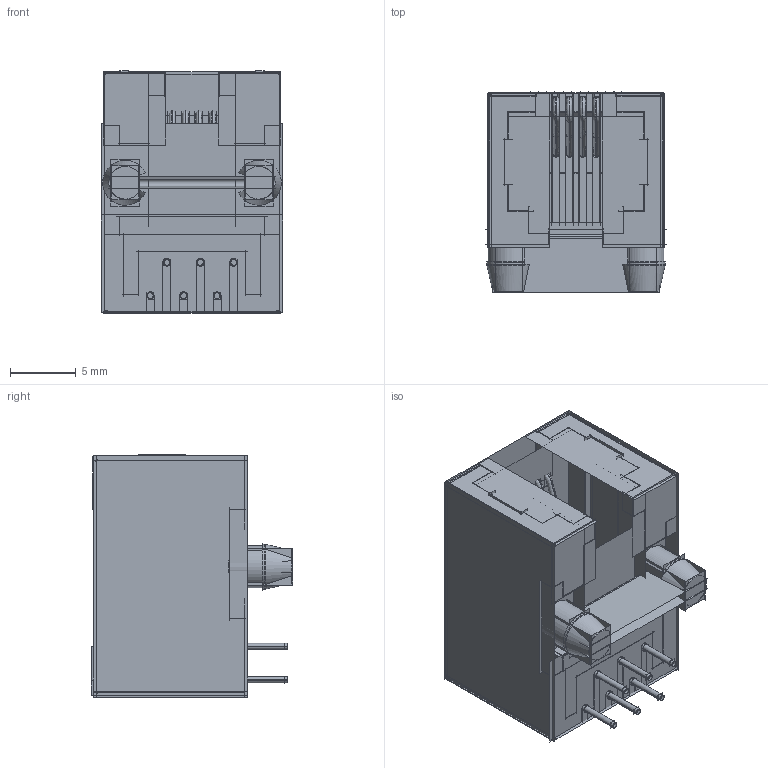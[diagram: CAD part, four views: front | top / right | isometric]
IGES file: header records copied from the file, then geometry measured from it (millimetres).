
Start section:  PTC IGES file: DGKYD53211166IWA1DY1017.igs
Global section: file name: DGKYD53211166IWA1DY1017.igs; native system: Creo Parametric by PTC Inc.; preprocessor: 2018400; author: Administrator; organization: Unknown; date: 20210914.111334; units: millimetre
Bounding box: 13.83 x 15.3 x 18.4 mm (x, y, z)
Surface area: 34564 mm2
Topology: 7 solids, 7 shells, 674 faces, 4489 edges, 6296 vertices
Faces by surface type: bspline 560, revolution 114
